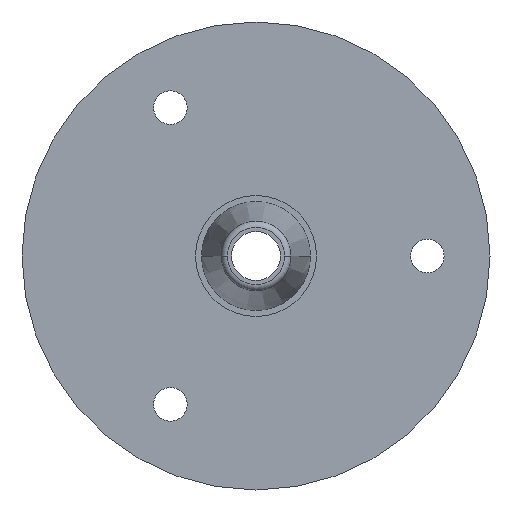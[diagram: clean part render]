
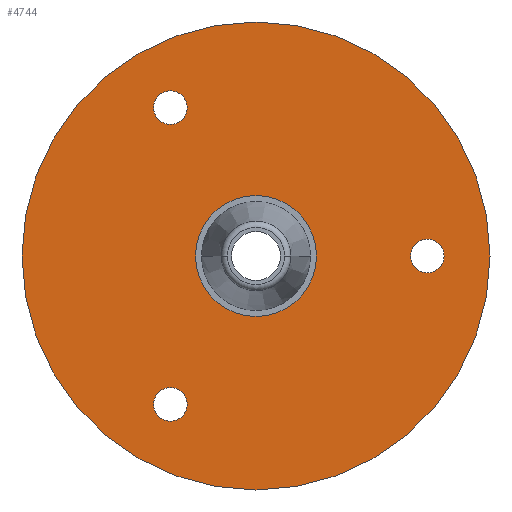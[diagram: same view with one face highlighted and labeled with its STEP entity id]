
A CAD part, front view. The second image highlights one B-rep face of the part: STEP entity #4744.
In plain terms, the highlighted planar face has unit normal (0, -1, 0).
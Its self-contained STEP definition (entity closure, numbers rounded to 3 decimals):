
#1282=CARTESIAN_POINT('',(0.,20.,0.));
#1283=DIRECTION('',(0.,-1.,0.));
#1284=DIRECTION('',(-1.,0.,0.));
#1285=AXIS2_PLACEMENT_3D('',#1282,#1283,#1284);
#1287=CARTESIAN_POINT('',(0.,20.,0.));
#1288=DIRECTION('',(0.,1.,0.));
#1289=DIRECTION('',(-1.,0.,0.));
#1290=AXIS2_PLACEMENT_3D('',#1287,#1288,#1289);
#1292=CARTESIAN_POINT('',(0.,20.,0.));
#1293=DIRECTION('',(0.,-1.,0.));
#1294=DIRECTION('',(1.,0.,0.));
#1295=AXIS2_PLACEMENT_3D('',#1292,#1293,#1294);
#1297=CARTESIAN_POINT('',(0.,20.,0.));
#1298=DIRECTION('',(0.,-1.,0.));
#1299=DIRECTION('',(-1.,0.,0.));
#1300=AXIS2_PLACEMENT_3D('',#1297,#1298,#1299);
#1302=CARTESIAN_POINT('',(28.,20.,0.));
#1303=DIRECTION('',(0.,-1.,0.));
#1304=DIRECTION('',(-1.,0.,0.));
#1305=AXIS2_PLACEMENT_3D('',#1302,#1303,#1304);
#1307=CARTESIAN_POINT('',(28.,20.,0.));
#1308=DIRECTION('',(0.,-1.,0.));
#1309=DIRECTION('',(1.,0.,0.));
#1310=AXIS2_PLACEMENT_3D('',#1307,#1308,#1309);
#1312=CARTESIAN_POINT('',(-14.,20.,-24.249));
#1313=DIRECTION('',(0.,-1.,0.));
#1314=DIRECTION('',(-1.,0.,0.));
#1315=AXIS2_PLACEMENT_3D('',#1312,#1313,#1314);
#1317=CARTESIAN_POINT('',(-14.,20.,-24.249));
#1318=DIRECTION('',(0.,-1.,0.));
#1319=DIRECTION('',(1.,0.,0.));
#1320=AXIS2_PLACEMENT_3D('',#1317,#1318,#1319);
#1322=CARTESIAN_POINT('',(-14.,20.,24.249));
#1323=DIRECTION('',(0.,-1.,0.));
#1324=DIRECTION('',(-1.,0.,0.));
#1325=AXIS2_PLACEMENT_3D('',#1322,#1323,#1324);
#1327=CARTESIAN_POINT('',(-14.,20.,24.249));
#1328=DIRECTION('',(0.,-1.,0.));
#1329=DIRECTION('',(1.,0.,0.));
#1330=AXIS2_PLACEMENT_3D('',#1327,#1328,#1329);
#2715=CARTESIAN_POINT('',(-9.889,20.,0.));
#2716=CARTESIAN_POINT('',(9.889,20.,0.));
#2717=VERTEX_POINT('',#2715);
#2718=VERTEX_POINT('',#2716);
#2751=CARTESIAN_POINT('',(25.25,20.,0.));
#2752=CARTESIAN_POINT('',(30.75,20.,0.));
#2753=VERTEX_POINT('',#2751);
#2754=VERTEX_POINT('',#2752);
#2755=CARTESIAN_POINT('',(-16.75,20.,-24.249));
#2756=CARTESIAN_POINT('',(-11.25,20.,-24.249));
#2757=VERTEX_POINT('',#2755);
#2758=VERTEX_POINT('',#2756);
#2759=CARTESIAN_POINT('',(-16.75,20.,24.249));
#2760=CARTESIAN_POINT('',(-11.25,20.,24.249));
#2761=VERTEX_POINT('',#2759);
#2762=VERTEX_POINT('',#2760);
#3983=CARTESIAN_POINT('',(-38.25,20.,0.));
#3984=VERTEX_POINT('',#3983);
#3989=CARTESIAN_POINT('',(38.25,20.,0.));
#3990=VERTEX_POINT('',#3989);
#4709=CARTESIAN_POINT('',(0.,20.,0.));
#4710=DIRECTION('',(0.,-1.,0.));
#4711=DIRECTION('',(-1.,0.,0.));
#4712=AXIS2_PLACEMENT_3D('',#4709,#4710,#4711);
#4713=PLANE('',#4712);
#4715=ORIENTED_EDGE('',*,*,#4714,.F.);
#4717=ORIENTED_EDGE('',*,*,#4716,.T.);
#4718=EDGE_LOOP('',(#4715,#4717));
#4719=FACE_OUTER_BOUND('',#4718,.F.);
#4721=ORIENTED_EDGE('',*,*,#4720,.T.);
#4723=ORIENTED_EDGE('',*,*,#4722,.T.);
#4724=EDGE_LOOP('',(#4721,#4723));
#4725=FACE_BOUND('',#4724,.F.);
#4727=ORIENTED_EDGE('',*,*,#4726,.T.);
#4729=ORIENTED_EDGE('',*,*,#4728,.T.);
#4730=EDGE_LOOP('',(#4727,#4729));
#4731=FACE_BOUND('',#4730,.F.);
#4733=ORIENTED_EDGE('',*,*,#4732,.T.);
#4735=ORIENTED_EDGE('',*,*,#4734,.T.);
#4736=EDGE_LOOP('',(#4733,#4735));
#4737=FACE_BOUND('',#4736,.F.);
#4739=ORIENTED_EDGE('',*,*,#4738,.T.);
#4741=ORIENTED_EDGE('',*,*,#4740,.T.);
#4742=EDGE_LOOP('',(#4739,#4741));
#4743=FACE_BOUND('',#4742,.F.);
#4744=ADVANCED_FACE('',(#4719,#4725,#4731,#4737,#4743),#4713,.T.);
#1286=CIRCLE('',#1285,38.25);
#1291=CIRCLE('',#1290,38.25);
#1296=CIRCLE('',#1295,9.889);
#1301=CIRCLE('',#1300,9.889);
#1306=CIRCLE('',#1305,2.75);
#1311=CIRCLE('',#1310,2.75);
#1316=CIRCLE('',#1315,2.75);
#1321=CIRCLE('',#1320,2.75);
#1326=CIRCLE('',#1325,2.75);
#1331=CIRCLE('',#1330,2.75);
#4714=EDGE_CURVE('',#3984,#3990,#1286,.T.);
#4716=EDGE_CURVE('',#3984,#3990,#1291,.T.);
#4720=EDGE_CURVE('',#2718,#2717,#1296,.T.);
#4722=EDGE_CURVE('',#2717,#2718,#1301,.T.);
#4726=EDGE_CURVE('',#2753,#2754,#1306,.T.);
#4728=EDGE_CURVE('',#2754,#2753,#1311,.T.);
#4732=EDGE_CURVE('',#2757,#2758,#1316,.T.);
#4734=EDGE_CURVE('',#2758,#2757,#1321,.T.);
#4738=EDGE_CURVE('',#2761,#2762,#1326,.T.);
#4740=EDGE_CURVE('',#2762,#2761,#1331,.T.);
